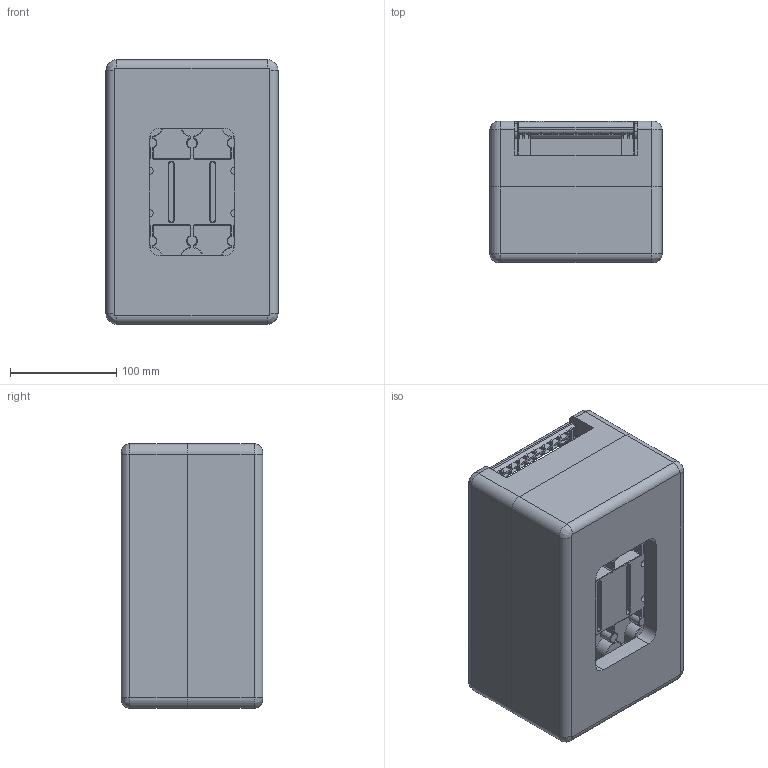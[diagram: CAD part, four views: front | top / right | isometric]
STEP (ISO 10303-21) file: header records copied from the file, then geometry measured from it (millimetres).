
FILE_DESCRIPTION((''),'2;1');
FILE_NAME('ASM0001_ASM','2023-11-20T13:34:50',('Administrator'),(''),'CREO PARAMETRIC BY PTC INC, 2021023','CREO PARAMETRIC BY PTC INC, 2021023','');
FILE_SCHEMA(('CONFIG_CONTROL_DESIGN'));
Products named in the file (24): DIZUO_47; SHANGGAI_33; HR17-160JINGCHUTOU_4; HR17-160KAHUANG_3; HR17-160CHUTOU_ASM_3_ASM; RONGDUANQI_6; MIEHUZHAO_12; MIEHUSHA01_13; KAQUAN_6; TOUMINGAI_17; HOUGAIBAN_4; PAOMOSHANG_15; PAOMOXIA_6; HR6-160_ASM_21_ASM; ASM0001_ASM_1_1_ASM; ASM0002_ASM; 1_1_1_2_3; 2_2_1_2_3; PRT0026_1_1_2_3; PRT0027_1_1_2_3; PRT0028_1_1_2_3; ASM0001_ASM_1_1_2_ASM; ASM0003_ASM; ASM0001_ASM
Assembly tree (47 placements, depth 4):
  ASM0001_ASM
    HR6-160_ASM_21_ASM
      DIZUO_47
      SHANGGAI_33
      HR17-160CHUTOU_ASM_3_ASM  x6
        HR17-160JINGCHUTOU_4
        HR17-160KAHUANG_3
      RONGDUANQI_6  x3
      MIEHUZHAO_12  x3
      MIEHUSHA01_13  x16
      KAQUAN_6
      TOUMINGAI_17
      HOUGAIBAN_4
      PAOMOSHANG_15
      PAOMOXIA_6
    ASM0002_ASM
      ASM0001_ASM_1_1_ASM
    ASM0003_ASM
      ASM0001_ASM_1_1_2_ASM
        1_1_1_2_3
        2_2_1_2_3
        PRT0026_1_1_2_3
        PRT0027_1_1_2_3
        PRT0028_1_1_2_3
Bounding box: 162 x 133 x 249 mm (x, y, z)
Volume: 2907239.6 mm3; surface area: 773624.6 mm2
Topology: 46 solids, 46 shells, 5136 faces, 14470 edges, 9431 vertices
Faces by surface type: plane 3161, cylinder 1503, torus 262, bspline 164, sphere 38, extrusion 8
Entity records: 135639 total; most frequent: CARTESIAN_POINT 45564, ORIENTED_EDGE 19328, DIRECTION 18019, EDGE_CURVE 9664, VECTOR 6899, LINE 6891, VERTEX_POINT 6287, AXIS2_PLACEMENT_3D 5560
